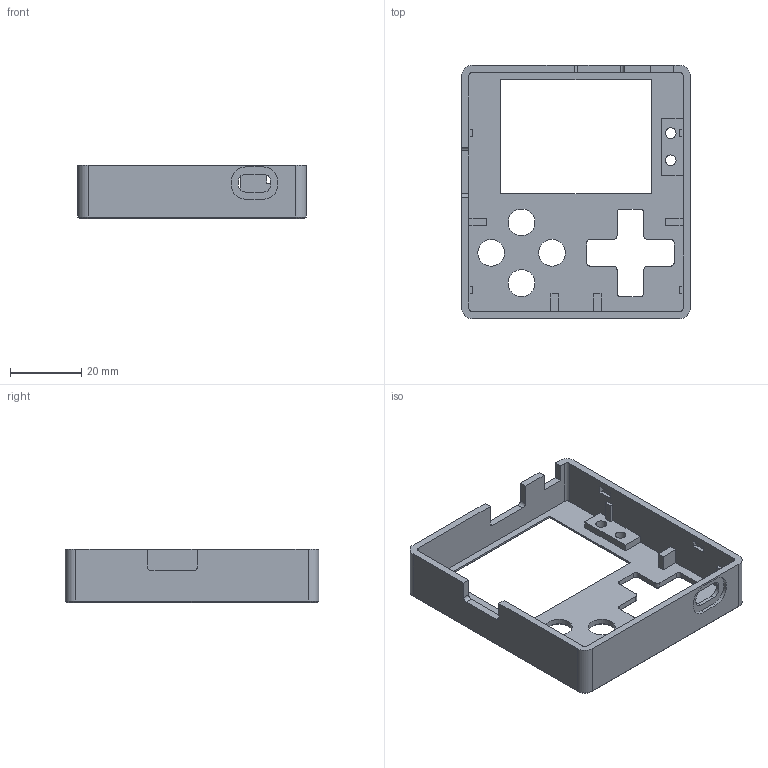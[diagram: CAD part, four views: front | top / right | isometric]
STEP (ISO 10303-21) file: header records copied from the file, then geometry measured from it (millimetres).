
FILE_DESCRIPTION(('Open CASCADE Model'),'2;1');
FILE_NAME('Open CASCADE Shape Model','2025-11-29T18:32:43',('Author'),( 'Open CASCADE'),'Open CASCADE STEP processor 7.7','Open CASCADE 7.7' ,'Unknown');
FILE_SCHEMA(('AUTOMOTIVE_DESIGN { 1 0 10303 214 1 1 1 1 }'));
Length unit declared in the file: millimetre
Products named in the file (1): Open CASCADE STEP translator 7.7 6
Bounding box: 64 x 71 x 15 mm (x, y, z)
Volume: 11669.8 mm3; surface area: 13045.7 mm2
Topology: 1 solids, 1 shells, 183 faces, 486 edges, 310 vertices
Faces by surface type: plane 123, cylinder 38, cone 22
Full cylindrical faces by diameter (mm): 3 x2, 7.5 x4
Entity records: 11764 total; most frequent: CARTESIAN_POINT 2244, DIRECTION 1682, LINE 1052, VECTOR 1052, ORIENTED_EDGE 972, PCURVE 972, DEFINITIONAL_REPRESENTATION 972, EDGE_CURVE 486
